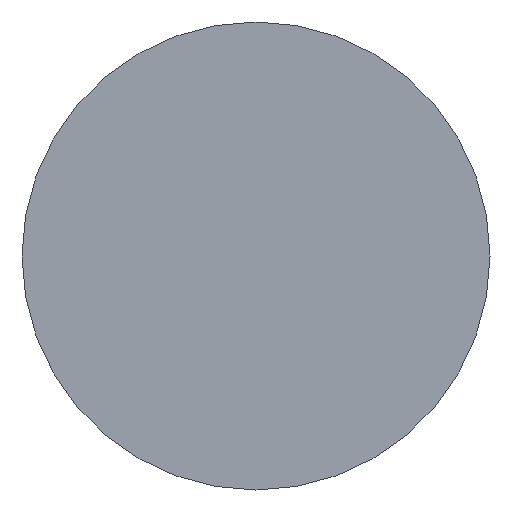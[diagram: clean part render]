
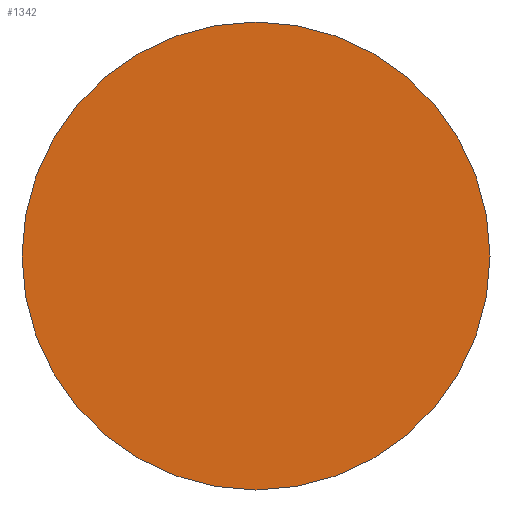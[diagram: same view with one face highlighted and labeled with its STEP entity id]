
A CAD part, left-side view. The second image highlights one B-rep face of the part: STEP entity #1342.
In plain terms, the highlighted planar face has unit normal (-1, 0, 0).
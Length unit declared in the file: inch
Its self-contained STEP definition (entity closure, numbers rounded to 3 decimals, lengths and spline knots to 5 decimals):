
#115 = ORIENTED_EDGE ( 'NONE', *, *, #2597, .T. ) ;
#687 = EDGE_CURVE ( 'NONE', #1695, #3772, #1996, .T. ) ;
#728 = CARTESIAN_POINT ( 'NONE',  ( 0., 0., 0. ) ) ;
#1342 = ADVANCED_FACE ( 'NONE', ( #2343 ), #2319, .F. ) ;
#1370 = CARTESIAN_POINT ( 'NONE',  ( 0., 2.625, 0. ) ) ;
#1513 = AXIS2_PLACEMENT_3D ( 'NONE', #1370, #1997, #1671 ) ;
#1671 = DIRECTION ( 'NONE',  ( 0., 0., -1. ) ) ;
#1695 = VERTEX_POINT ( 'NONE', #2655 ) ;
#1736 = DIRECTION ( 'NONE',  ( -1., 0., 0. ) ) ;
#1813 = DIRECTION ( 'NONE',  ( 0., 0., 1. ) ) ;
#1817 = CARTESIAN_POINT ( 'NONE',  ( 0., 0., -2.625 ) ) ;
#1996 = CIRCLE ( 'NONE', #3156, 2.625 ) ;
#1997 = DIRECTION ( 'NONE',  ( 1., 0., 0. ) ) ;
#2174 = ORIENTED_EDGE ( 'NONE', *, *, #687, .T. ) ;
#2319 = PLANE ( 'NONE',  #1513 ) ;
#2343 = FACE_OUTER_BOUND ( 'NONE', #2616, .T. ) ;
#2597 = EDGE_CURVE ( 'NONE', #3772, #1695, #3844, .T. ) ;
#2616 = EDGE_LOOP ( 'NONE', ( #2174, #115 ) ) ;
#2655 = CARTESIAN_POINT ( 'NONE',  ( 0., 0., 2.625 ) ) ;
#2691 = AXIS2_PLACEMENT_3D ( 'NONE', #728, #1736, #3312 ) ;
#2797 = DIRECTION ( 'NONE',  ( -1., 0., 0. ) ) ;
#3156 = AXIS2_PLACEMENT_3D ( 'NONE', #3451, #2797, #1813 ) ;
#3312 = DIRECTION ( 'NONE',  ( 0., 0., 1. ) ) ;
#3451 = CARTESIAN_POINT ( 'NONE',  ( 0., 0., 0. ) ) ;
#3772 = VERTEX_POINT ( 'NONE', #1817 ) ;
#3844 = CIRCLE ( 'NONE', #2691, 2.625 ) ;
